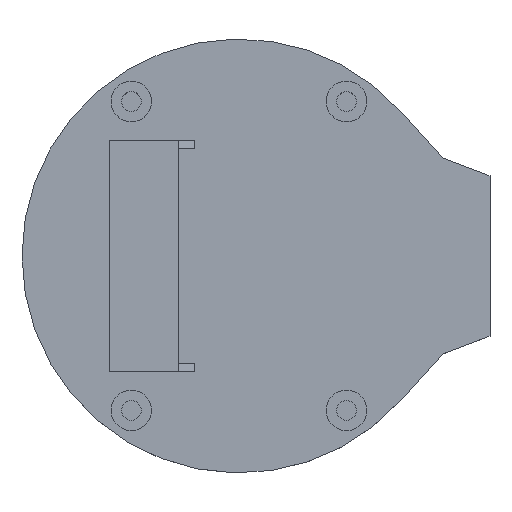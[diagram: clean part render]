
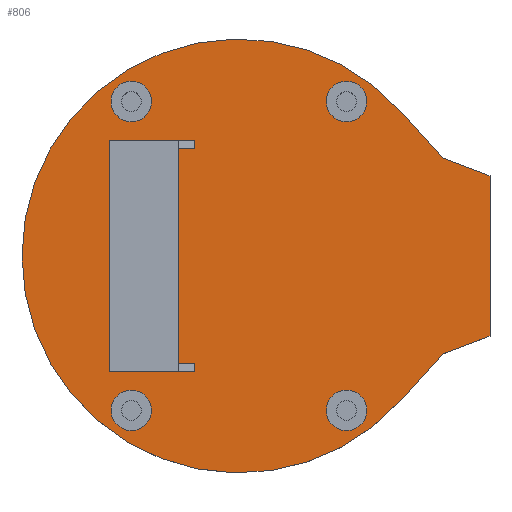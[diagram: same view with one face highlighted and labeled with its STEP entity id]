
A CAD part, top view. The second image highlights one B-rep face of the part: STEP entity #806.
In plain terms, the highlighted planar face has unit normal (0, 0, 1).
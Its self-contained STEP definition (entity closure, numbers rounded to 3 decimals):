
#2=DIRECTION('',(0.,-1.,0.));
#3=VECTOR('',#2,0.7);
#4=CARTESIAN_POINT('',(-3.8,-9.3,0.45));
#5=LINE('',#4,#3);
#6=DIRECTION('',(-1.,0.,0.));
#7=VECTOR('',#6,1.4);
#8=CARTESIAN_POINT('',(-3.8,-9.3,0.45));
#9=LINE('',#8,#7);
#10=DIRECTION('',(-1.,0.,0.));
#11=VECTOR('',#10,1.4);
#12=CARTESIAN_POINT('',(-3.8,9.3,0.45));
#13=LINE('',#12,#11);
#14=DIRECTION('',(0.,1.,0.));
#15=VECTOR('',#14,0.7);
#16=CARTESIAN_POINT('',(-3.8,9.3,0.45));
#17=LINE('',#16,#15);
#18=CARTESIAN_POINT('',(9.3,-13.35,0.45));
#19=DIRECTION('',(0.,0.,-1.));
#20=DIRECTION('',(1.,0.,0.));
#21=AXIS2_PLACEMENT_3D('',#18,#19,#20);
#23=CARTESIAN_POINT('',(9.3,-13.35,0.45));
#24=DIRECTION('',(0.,0.,-1.));
#25=DIRECTION('',(-1.,0.,0.));
#26=AXIS2_PLACEMENT_3D('',#23,#24,#25);
#28=CARTESIAN_POINT('',(-9.3,-13.35,0.45));
#29=DIRECTION('',(0.,0.,-1.));
#30=DIRECTION('',(1.,0.,0.));
#31=AXIS2_PLACEMENT_3D('',#28,#29,#30);
#33=CARTESIAN_POINT('',(-9.3,-13.35,0.45));
#34=DIRECTION('',(0.,0.,-1.));
#35=DIRECTION('',(-1.,0.,0.));
#36=AXIS2_PLACEMENT_3D('',#33,#34,#35);
#58=CARTESIAN_POINT('',(-9.3,13.35,0.45));
#59=DIRECTION('',(0.,0.,1.));
#60=DIRECTION('',(1.,0.,0.));
#61=AXIS2_PLACEMENT_3D('',#58,#59,#60);
#63=CARTESIAN_POINT('',(-9.3,13.35,0.45));
#64=DIRECTION('',(0.,0.,1.));
#65=DIRECTION('',(-1.,0.,0.));
#66=AXIS2_PLACEMENT_3D('',#63,#64,#65);
#78=CARTESIAN_POINT('',(9.3,13.35,0.45));
#79=DIRECTION('',(0.,0.,1.));
#80=DIRECTION('',(1.,0.,0.));
#81=AXIS2_PLACEMENT_3D('',#78,#79,#80);
#83=CARTESIAN_POINT('',(9.3,13.35,0.45));
#84=DIRECTION('',(0.,0.,1.));
#85=DIRECTION('',(-1.,0.,0.));
#86=AXIS2_PLACEMENT_3D('',#83,#84,#85);
#98=DIRECTION('',(0.935,0.354,0.));
#99=VECTOR('',#98,4.388);
#100=CARTESIAN_POINT('',(17.6,-8.484,0.45));
#101=LINE('',#100,#99);
#102=DIRECTION('',(0.67,0.742,0.));
#103=VECTOR('',#102,5.494);
#104=CARTESIAN_POINT('',(13.919,-12.563,0.45));
#105=LINE('',#104,#103);
#106=CARTESIAN_POINT('',(0.,0.,0.45));
#107=DIRECTION('',(0.,0.,-1.));
#108=DIRECTION('',(0.742,-0.67,0.));
#109=AXIS2_PLACEMENT_3D('',#106,#107,#108);
#111=DIRECTION('',(0.67,-0.742,0.));
#112=VECTOR('',#111,5.494);
#113=CARTESIAN_POINT('',(13.919,12.563,0.45));
#114=LINE('',#113,#112);
#115=DIRECTION('',(0.935,-0.354,0.));
#116=VECTOR('',#115,4.388);
#117=CARTESIAN_POINT('',(17.6,8.484,0.45));
#118=LINE('',#117,#116);
#127=DIRECTION('',(0.,1.,0.));
#128=VECTOR('',#127,20.);
#129=CARTESIAN_POINT('',(-11.2,-10.,0.45));
#130=LINE('',#129,#128);
#143=DIRECTION('',(0.,-1.,0.));
#144=VECTOR('',#143,18.6);
#145=CARTESIAN_POINT('',(-5.2,9.3,0.45));
#146=LINE('',#145,#144);
#179=DIRECTION('',(1.,0.,0.));
#180=VECTOR('',#179,7.4);
#181=CARTESIAN_POINT('',(-11.2,-10.,0.45));
#182=LINE('',#181,#180);
#195=DIRECTION('',(1.,0.,0.));
#196=VECTOR('',#195,7.4);
#197=CARTESIAN_POINT('',(-11.2,10.,0.45));
#198=LINE('',#197,#196);
#375=DIRECTION('',(0.,1.,0.));
#376=VECTOR('',#375,13.86);
#377=CARTESIAN_POINT('',(21.703,-6.93,0.45));
#378=LINE('',#377,#376);
#523=CARTESIAN_POINT('',(21.703,6.93,0.45));
#525=VERTEX_POINT('',#523);
#527=CARTESIAN_POINT('',(13.919,12.563,0.45));
#529=VERTEX_POINT('',#527);
#530=CARTESIAN_POINT('',(17.6,8.484,0.45));
#532=VERTEX_POINT('',#530);
#562=CARTESIAN_POINT('',(-7.55,13.35,0.45));
#563=CARTESIAN_POINT('',(-11.05,13.35,0.45));
#564=VERTEX_POINT('',#562);
#565=VERTEX_POINT('',#563);
#570=CARTESIAN_POINT('',(11.05,13.35,0.45));
#571=CARTESIAN_POINT('',(7.55,13.35,0.45));
#572=VERTEX_POINT('',#570);
#573=VERTEX_POINT('',#571);
#582=CARTESIAN_POINT('',(-11.2,10.,0.45));
#583=VERTEX_POINT('',#582);
#588=CARTESIAN_POINT('',(-3.8,9.3,0.45));
#589=CARTESIAN_POINT('',(-5.2,9.3,0.45));
#590=VERTEX_POINT('',#588);
#591=VERTEX_POINT('',#589);
#592=CARTESIAN_POINT('',(-3.8,10.,0.45));
#593=VERTEX_POINT('',#592);
#599=CARTESIAN_POINT('',(21.703,-6.93,0.45));
#601=VERTEX_POINT('',#599);
#603=CARTESIAN_POINT('',(13.919,-12.563,0.45));
#605=VERTEX_POINT('',#603);
#606=CARTESIAN_POINT('',(17.6,-8.484,0.45));
#608=VERTEX_POINT('',#606);
#638=CARTESIAN_POINT('',(-7.55,-13.35,0.45));
#639=CARTESIAN_POINT('',(-11.05,-13.35,0.45));
#640=VERTEX_POINT('',#638);
#641=VERTEX_POINT('',#639);
#646=CARTESIAN_POINT('',(11.05,-13.35,0.45));
#647=CARTESIAN_POINT('',(7.55,-13.35,0.45));
#648=VERTEX_POINT('',#646);
#649=VERTEX_POINT('',#647);
#658=CARTESIAN_POINT('',(-11.2,-10.,0.45));
#659=VERTEX_POINT('',#658);
#664=CARTESIAN_POINT('',(-3.8,-9.3,0.45));
#665=CARTESIAN_POINT('',(-5.2,-9.3,0.45));
#666=VERTEX_POINT('',#664);
#667=VERTEX_POINT('',#665);
#668=CARTESIAN_POINT('',(-3.8,-10.,0.45));
#669=VERTEX_POINT('',#668);
#746=CARTESIAN_POINT('',(-21.32,-27.588,0.45));
#747=DIRECTION('',(0.,0.,-1.));
#748=DIRECTION('',(1.,0.,0.));
#749=AXIS2_PLACEMENT_3D('',#746,#747,#748);
#750=PLANE('',#749);
#752=ORIENTED_EDGE('',*,*,#751,.F.);
#754=ORIENTED_EDGE('',*,*,#753,.F.);
#756=ORIENTED_EDGE('',*,*,#755,.F.);
#757=ORIENTED_EDGE('',*,*,#687,.T.);
#759=ORIENTED_EDGE('',*,*,#758,.T.);
#761=ORIENTED_EDGE('',*,*,#760,.T.);
#762=EDGE_LOOP('',(#752,#754,#756,#757,#759,#761));
#763=FACE_OUTER_BOUND('',#762,.F.);
#765=ORIENTED_EDGE('',*,*,#764,.F.);
#767=ORIENTED_EDGE('',*,*,#766,.T.);
#769=ORIENTED_EDGE('',*,*,#768,.F.);
#771=ORIENTED_EDGE('',*,*,#770,.T.);
#773=ORIENTED_EDGE('',*,*,#772,.F.);
#775=ORIENTED_EDGE('',*,*,#774,.F.);
#777=ORIENTED_EDGE('',*,*,#776,.T.);
#779=ORIENTED_EDGE('',*,*,#778,.F.);
#780=EDGE_LOOP('',(#765,#767,#769,#771,#773,#775,#777,#779));
#781=FACE_BOUND('',#780,.F.);
#783=ORIENTED_EDGE('',*,*,#782,.F.);
#785=ORIENTED_EDGE('',*,*,#784,.F.);
#786=EDGE_LOOP('',(#783,#785));
#787=FACE_BOUND('',#786,.F.);
#789=ORIENTED_EDGE('',*,*,#788,.F.);
#791=ORIENTED_EDGE('',*,*,#790,.F.);
#792=EDGE_LOOP('',(#789,#791));
#793=FACE_BOUND('',#792,.F.);
#795=ORIENTED_EDGE('',*,*,#794,.T.);
#797=ORIENTED_EDGE('',*,*,#796,.T.);
#798=EDGE_LOOP('',(#795,#797));
#799=FACE_BOUND('',#798,.F.);
#801=ORIENTED_EDGE('',*,*,#800,.T.);
#803=ORIENTED_EDGE('',*,*,#802,.T.);
#804=EDGE_LOOP('',(#801,#803));
#805=FACE_BOUND('',#804,.F.);
#806=ADVANCED_FACE('',(#763,#781,#787,#793,#799,#805),#750,.F.);
#22=CIRCLE('',#21,1.75);
#27=CIRCLE('',#26,1.75);
#32=CIRCLE('',#31,1.75);
#37=CIRCLE('',#36,1.75);
#62=CIRCLE('',#61,1.75);
#67=CIRCLE('',#66,1.75);
#82=CIRCLE('',#81,1.75);
#87=CIRCLE('',#86,1.75);
#110=CIRCLE('',#109,18.75);
#687=EDGE_CURVE('',#605,#529,#110,.T.);
#751=EDGE_CURVE('',#601,#525,#378,.T.);
#753=EDGE_CURVE('',#608,#601,#101,.T.);
#755=EDGE_CURVE('',#605,#608,#105,.T.);
#758=EDGE_CURVE('',#529,#532,#114,.T.);
#760=EDGE_CURVE('',#532,#525,#118,.T.);
#764=EDGE_CURVE('',#659,#583,#130,.T.);
#766=EDGE_CURVE('',#659,#669,#182,.T.);
#768=EDGE_CURVE('',#666,#669,#5,.T.);
#770=EDGE_CURVE('',#666,#667,#9,.T.);
#772=EDGE_CURVE('',#591,#667,#146,.T.);
#774=EDGE_CURVE('',#590,#591,#13,.T.);
#776=EDGE_CURVE('',#590,#593,#17,.T.);
#778=EDGE_CURVE('',#583,#593,#198,.T.);
#782=EDGE_CURVE('',#648,#649,#22,.T.);
#784=EDGE_CURVE('',#649,#648,#27,.T.);
#788=EDGE_CURVE('',#640,#641,#32,.T.);
#790=EDGE_CURVE('',#641,#640,#37,.T.);
#794=EDGE_CURVE('',#564,#565,#62,.T.);
#796=EDGE_CURVE('',#565,#564,#67,.T.);
#800=EDGE_CURVE('',#572,#573,#82,.T.);
#802=EDGE_CURVE('',#573,#572,#87,.T.);
